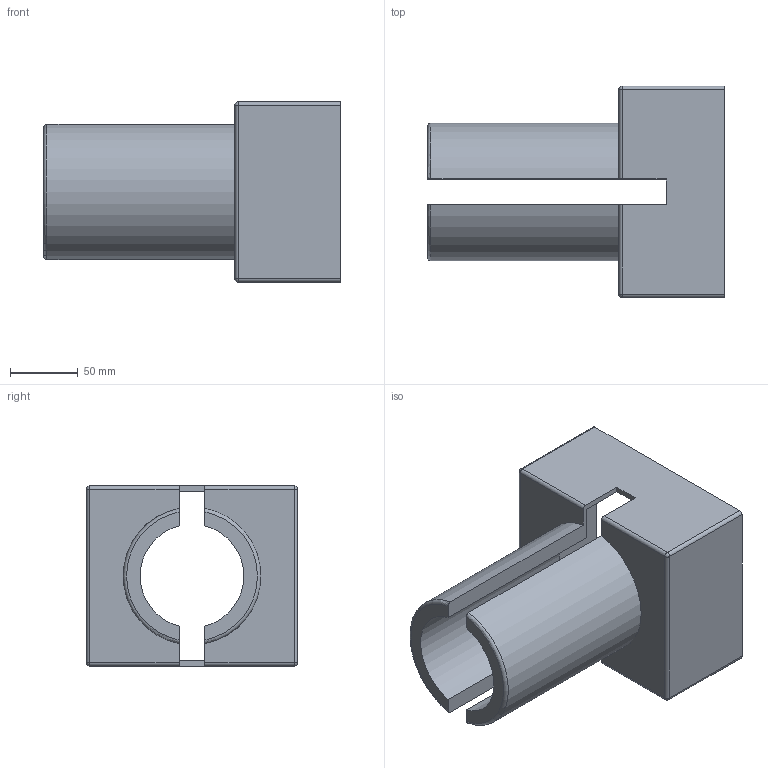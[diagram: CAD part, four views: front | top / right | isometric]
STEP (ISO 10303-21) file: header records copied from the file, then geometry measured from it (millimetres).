
FILE_DESCRIPTION(/* description */ (''),/* implementation_level */ '2;1');
FILE_NAME(/* name */ 'Assembly_Support.stp',/* time_stamp */ '2026-02-05T14:33:50-05:00',/* author */ ('MK103'),/* organization */ (''),/* preprocessor_version */ 'ST-DEVELOPER v20',/* originating_system */ 'Autodesk Inventor 2025',/* authorisation */ '');
FILE_SCHEMA (('AUTOMOTIVE_DESIGN { 1 0 10303 214 3 1 1 }'));
Length unit declared in the file: inch
Products named in the file (1): Assembly_Support
Bounding box: 219.16 x 156 x 133 mm (x, y, z)
Volume: 634748.8 mm3; surface area: 191561.1 mm2
Topology: 1 solids, 1 shells, 896 faces, 2505 edges, 1666 vertices
Faces by surface type: bspline 481, plane 395, cylinder 14, sphere 4, torus 2
Entity records: 31532 total; most frequent: CARTESIAN_POINT 11743, ORIENTED_EDGE 5010, EDGE_CURVE 2505, DIRECTION 2401, VERTEX_POINT 1666, LINE 1509, VECTOR 1509, B_SPLINE_CURVE_WITH_KNOTS 966
